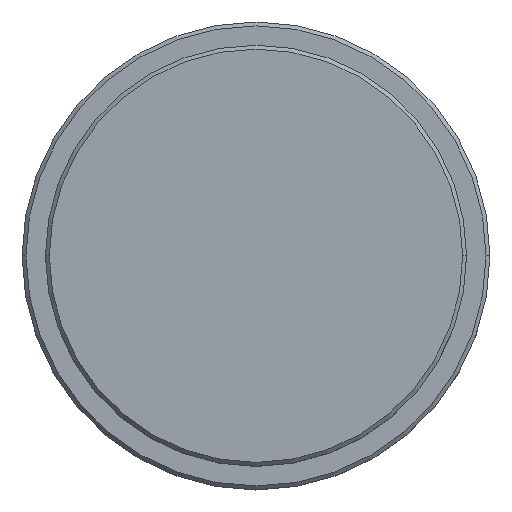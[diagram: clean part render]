
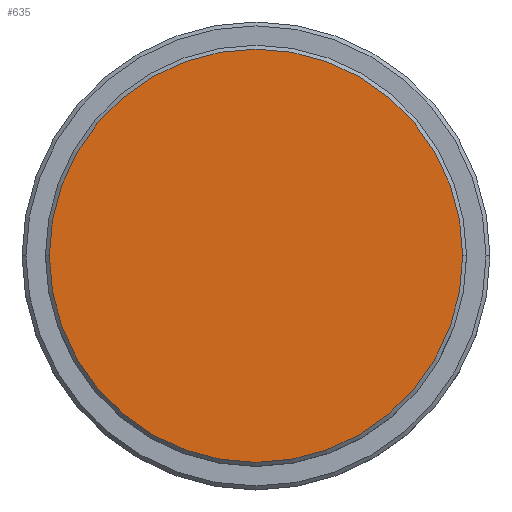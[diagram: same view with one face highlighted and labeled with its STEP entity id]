
A CAD part, top view. The second image highlights one B-rep face of the part: STEP entity #635.
In plain terms, the highlighted planar face has unit normal (0, 0, 1).
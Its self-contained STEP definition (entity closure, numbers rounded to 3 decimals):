
#21 = EDGE_CURVE ( 'NONE', #628, #1278, #211, .T. ) ;
#60 = DIRECTION ( 'NONE',  ( 1., 0., 0. ) ) ;
#63 = DIRECTION ( 'NONE',  ( 1., 0., 0. ) ) ;
#70 = AXIS2_PLACEMENT_3D ( 'NONE', #84, #1060, #63 ) ;
#84 = CARTESIAN_POINT ( 'NONE',  ( 0., 0., 0. ) ) ;
#90 = ORIENTED_EDGE ( 'NONE', *, *, #936, .T. ) ;
#108 = ORIENTED_EDGE ( 'NONE', *, *, #21, .T. ) ;
#211 = CIRCLE ( 'NONE', #70, 26.5 ) ;
#333 = CARTESIAN_POINT ( 'NONE',  ( 0., 0., 0. ) ) ;
#423 = PLANE ( 'NONE',  #545 ) ;
#510 = EDGE_LOOP ( 'NONE', ( #90, #108 ) ) ;
#525 = CIRCLE ( 'NONE', #1086, 26.5 ) ;
#545 = AXIS2_PLACEMENT_3D ( 'NONE', #333, #1206, #866 ) ;
#628 = VERTEX_POINT ( 'NONE', #1106 ) ;
#635 = ADVANCED_FACE ( 'NONE', ( #1314 ), #423, .T. ) ;
#866 = DIRECTION ( 'NONE',  ( 1., 0., 0. ) ) ;
#936 = EDGE_CURVE ( 'NONE', #1278, #628, #525, .T. ) ;
#958 = DIRECTION ( 'NONE',  ( 0., 0., 1. ) ) ;
#1060 = DIRECTION ( 'NONE',  ( 0., 0., 1. ) ) ;
#1086 = AXIS2_PLACEMENT_3D ( 'NONE', #1151, #958, #60 ) ;
#1106 = CARTESIAN_POINT ( 'NONE',  ( 26.5, 0., 0. ) ) ;
#1151 = CARTESIAN_POINT ( 'NONE',  ( 0., 0., 0. ) ) ;
#1206 = DIRECTION ( 'NONE',  ( 0., 0., 1. ) ) ;
#1278 = VERTEX_POINT ( 'NONE', #1389 ) ;
#1314 = FACE_OUTER_BOUND ( 'NONE', #510, .T. ) ;
#1389 = CARTESIAN_POINT ( 'NONE',  ( -26.5, 0., 0. ) ) ;
